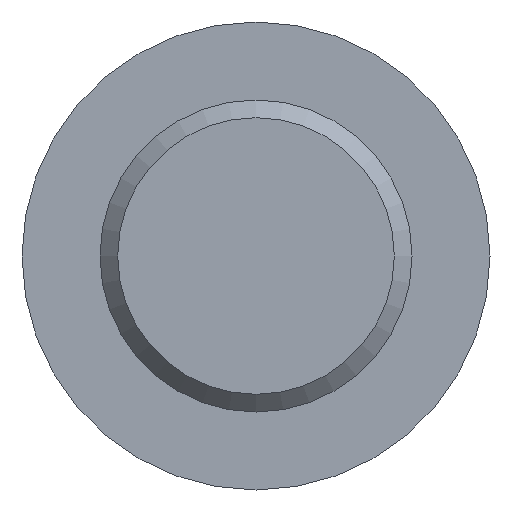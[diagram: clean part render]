
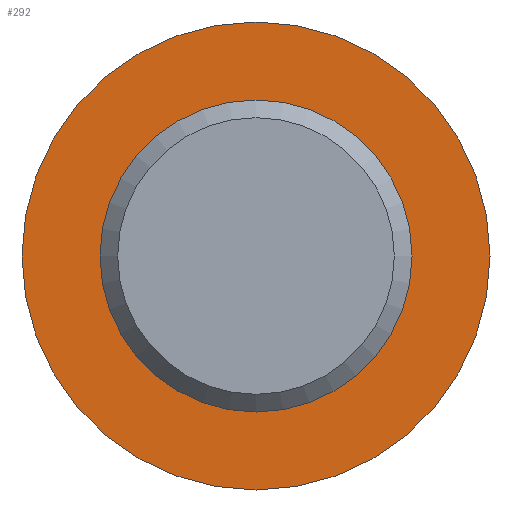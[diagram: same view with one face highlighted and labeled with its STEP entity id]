
A CAD part, front view. The second image highlights one B-rep face of the part: STEP entity #292.
In plain terms, the highlighted planar face has unit normal (0, -1, 0).
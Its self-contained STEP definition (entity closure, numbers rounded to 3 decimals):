
#41 = DIRECTION ( 'NONE',  ( 0., 0., -1. ) ) ;
#48 = DIRECTION ( 'NONE',  ( 0., 0., -1. ) ) ;
#59 = AXIS2_PLACEMENT_3D ( 'NONE', #441, #355, #48 ) ;
#80 = CARTESIAN_POINT ( 'NONE',  ( 0., 90., 0. ) ) ;
#92 = CIRCLE ( 'NONE', #59, 11. ) ;
#146 = DIRECTION ( 'NONE',  ( 0., 0., 1. ) ) ;
#153 = PLANE ( 'NONE',  #345 ) ;
#178 = VERTEX_POINT ( 'NONE', #352 ) ;
#198 = EDGE_CURVE ( 'NONE', #178, #178, #92, .T. ) ;
#229 = VERTEX_POINT ( 'NONE', #475 ) ;
#292 = ADVANCED_FACE ( 'NONE', ( #450, #540 ), #153, .F. ) ;
#308 = CIRCLE ( 'NONE', #507, 16.5 ) ;
#327 = CARTESIAN_POINT ( 'NONE',  ( -11., 90., 0. ) ) ;
#345 = AXIS2_PLACEMENT_3D ( 'NONE', #327, #550, #146 ) ;
#352 = CARTESIAN_POINT ( 'NONE',  ( 0., 90., -11. ) ) ;
#355 = DIRECTION ( 'NONE',  ( 0., -1., 0. ) ) ;
#441 = CARTESIAN_POINT ( 'NONE',  ( 0., 90., 0. ) ) ;
#450 = FACE_BOUND ( 'NONE', #544, .T. ) ;
#458 = EDGE_LOOP ( 'NONE', ( #523 ) ) ;
#475 = CARTESIAN_POINT ( 'NONE',  ( 0., 90., -16.5 ) ) ;
#484 = EDGE_CURVE ( 'NONE', #229, #229, #308, .T. ) ;
#507 = AXIS2_PLACEMENT_3D ( 'NONE', #80, #510, #41 ) ;
#510 = DIRECTION ( 'NONE',  ( 0., -1., 0. ) ) ;
#523 = ORIENTED_EDGE ( 'NONE', *, *, #484, .T. ) ;
#536 = ORIENTED_EDGE ( 'NONE', *, *, #198, .F. ) ;
#540 = FACE_OUTER_BOUND ( 'NONE', #458, .T. ) ;
#544 = EDGE_LOOP ( 'NONE', ( #536 ) ) ;
#550 = DIRECTION ( 'NONE',  ( 0., 1., 0. ) ) ;
